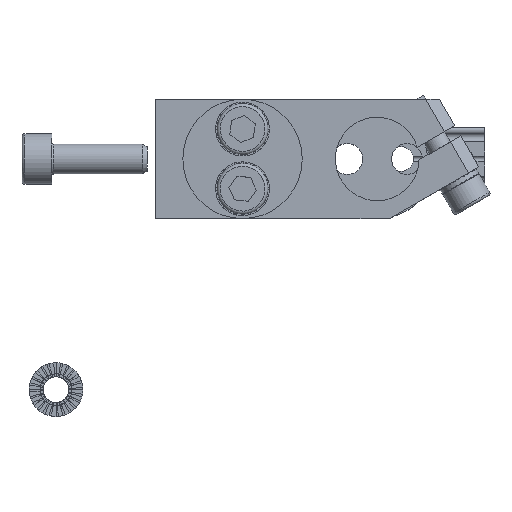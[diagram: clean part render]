
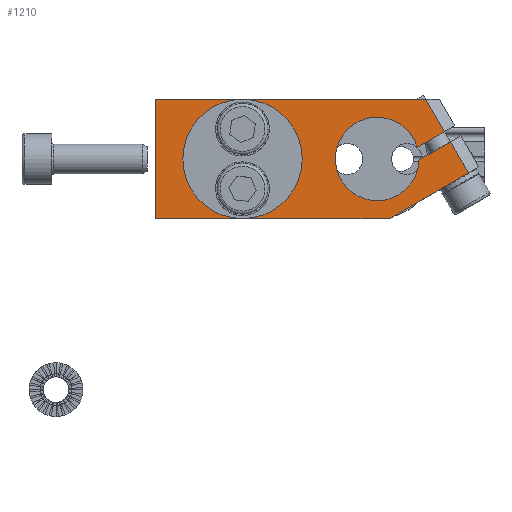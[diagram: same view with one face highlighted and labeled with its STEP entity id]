
A CAD part, top view. The second image highlights one B-rep face of the part: STEP entity #1210.
In plain terms, the highlighted planar face has unit normal (0, 0, 1).
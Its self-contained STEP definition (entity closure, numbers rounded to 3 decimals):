
#1210 = ADVANCED_FACE( '', ( #2482, #2483 ), #2484, .F. );
#2482 = FACE_BOUND( '', #3801, .T. );
#2483 = FACE_OUTER_BOUND( '', #3802, .T. );
#2484 = PLANE( '', #3803 );
#3801 = EDGE_LOOP( '', ( #7733 ) );
#3802 = EDGE_LOOP( '', ( #7734, #7735, #7736, #7737, #7738, #7739, #7740, #7741, #7742 ) );
#3803 = AXIS2_PLACEMENT_3D( '', #7743, #7744, #7745 );
#7733 = ORIENTED_EDGE( '', *, *, #9647, .T. );
#7734 = ORIENTED_EDGE( '', *, *, #9879, .F. );
#7735 = ORIENTED_EDGE( '', *, *, #9632, .T. );
#7736 = ORIENTED_EDGE( '', *, *, #9234, .F. );
#7737 = ORIENTED_EDGE( '', *, *, #9888, .T. );
#7738 = ORIENTED_EDGE( '', *, *, #9318, .T. );
#7739 = ORIENTED_EDGE( '', *, *, #9769, .F. );
#7740 = ORIENTED_EDGE( '', *, *, #9279, .F. );
#7741 = ORIENTED_EDGE( '', *, *, #9845, .F. );
#7742 = ORIENTED_EDGE( '', *, *, #9812, .T. );
#7743 = CARTESIAN_POINT( '', ( -65., 10., 10. ) );
#7744 = DIRECTION( '', ( 0., 0., -1. ) );
#7745 = DIRECTION( '', ( -1., 0., 0. ) );
#9234 = EDGE_CURVE( '', #11701, #11703, #11704, .T. );
#9279 = EDGE_CURVE( '', #11762, #11763, #11764, .F. );
#9318 = EDGE_CURVE( '', #11810, #11814, #11816, .T. );
#9632 = EDGE_CURVE( '', #12225, #11703, #12226, .T. );
#9647 = EDGE_CURVE( '', #12242, #12242, #12243, .T. );
#9769 = EDGE_CURVE( '', #11763, #11814, #12375, .T. );
#9812 = EDGE_CURVE( '', #12416, #12418, #12420, .T. );
#9845 = EDGE_CURVE( '', #12416, #11762, #12453, .T. );
#9879 = EDGE_CURVE( '', #12225, #12418, #12487, .T. );
#9888 = EDGE_CURVE( '', #11701, #11810, #12496, .T. );
#11701 = VERTEX_POINT( '', #15103 );
#11703 = VERTEX_POINT( '', #15106 );
#11704 = LINE( '', #15107, #15108 );
#11762 = VERTEX_POINT( '', #15190 );
#11763 = VERTEX_POINT( '', #15191 );
#11764 = CIRCLE( '', #15192, 7. );
#11810 = VERTEX_POINT( '', #15257 );
#11814 = VERTEX_POINT( '', #15263 );
#11816 = LINE( '', #15266, #15267 );
#12225 = VERTEX_POINT( '', #15871 );
#12226 = LINE( '', #15872, #15873 );
#12242 = VERTEX_POINT( '', #15895 );
#12243 = CIRCLE( '', #15896, 8.55 );
#12375 = LINE( '', #16112, #16113 );
#12416 = VERTEX_POINT( '', #16166 );
#12418 = VERTEX_POINT( '', #16169 );
#12420 = LINE( '', #16172, #16173 );
#12453 = LINE( '', #16219, #16220 );
#12487 = LINE( '', #16262, #16263 );
#12496 = LINE( '', #16274, #16275 );
#15103 = CARTESIAN_POINT( '', ( 2., -10., 10. ) );
#15106 = CARTESIAN_POINT( '', ( -37.1, -10., 10. ) );
#15107 = CARTESIAN_POINT( '', ( 17., -10., 10. ) );
#15108 = VECTOR( '', #17927, 1000. );
#15190 = CARTESIAN_POINT( '', ( 6.719, 1.962, 10. ) );
#15191 = CARTESIAN_POINT( '', ( 6.998, -0.186, 10. ) );
#15192 = AXIS2_PLACEMENT_3D( '', #17970, #17971, #17972 );
#15257 = CARTESIAN_POINT( '', ( 15.268, -2.34, 10. ) );
#15263 = CARTESIAN_POINT( '', ( 12.268, 2.856, 10. ) );
#15266 = CARTESIAN_POINT( '', ( -10.142, 41.672, 10. ) );
#15267 = VECTOR( '', #18004, 1000. );
#15871 = CARTESIAN_POINT( '', ( -37.1, 10., 10. ) );
#15872 = CARTESIAN_POINT( '', ( -37.1, 10., 10. ) );
#15873 = VECTOR( '', #18371, 1000. );
#15895 = CARTESIAN_POINT( '', ( -31.1, 0., 10. ) );
#15896 = AXIS2_PLACEMENT_3D( '', #18378, #18379, #18380 );
#16112 = CARTESIAN_POINT( '', ( 1.01, -3.644, 10. ) );
#16113 = VECTOR( '', #18447, 1000. );
#16166 = CARTESIAN_POINT( '', ( 11.268, 4.588, 10. ) );
#16169 = CARTESIAN_POINT( '', ( 8.144, 10., 10. ) );
#16172 = CARTESIAN_POINT( '', ( -10.142, 41.672, 10. ) );
#16173 = VECTOR( '', #18462, 1000. );
#16219 = CARTESIAN_POINT( '', ( 13., 5.588, 10. ) );
#16220 = VECTOR( '', #18476, 1000. );
#16262 = CARTESIAN_POINT( '', ( -65., 10., 10. ) );
#16263 = VECTOR( '', #18485, 1000. );
#16274 = CARTESIAN_POINT( '', ( -39.59, -34.012, 10. ) );
#16275 = VECTOR( '', #18488, 1000. );
#17927 = DIRECTION( '', ( -1., 0., 0. ) );
#17970 = CARTESIAN_POINT( '', ( 0., 0., 10. ) );
#17971 = DIRECTION( '', ( 0., 0., -1. ) );
#17972 = DIRECTION( '', ( -1., 0., 0. ) );
#18004 = DIRECTION( '', ( -0.5, 0.866, 0. ) );
#18371 = DIRECTION( '', ( 0., -1., 0. ) );
#18378 = CARTESIAN_POINT( '', ( -22.55, 0., 10. ) );
#18379 = DIRECTION( '', ( 0., 0., -1. ) );
#18380 = DIRECTION( '', ( -1., 0., 0. ) );
#18447 = DIRECTION( '', ( 0.866, 0.5, 0. ) );
#18462 = DIRECTION( '', ( -0.5, 0.866, 0. ) );
#18476 = DIRECTION( '', ( -0.866, -0.5, 0. ) );
#18485 = DIRECTION( '', ( 1., 0., 0. ) );
#18488 = DIRECTION( '', ( 0.866, 0.5, 0. ) );
